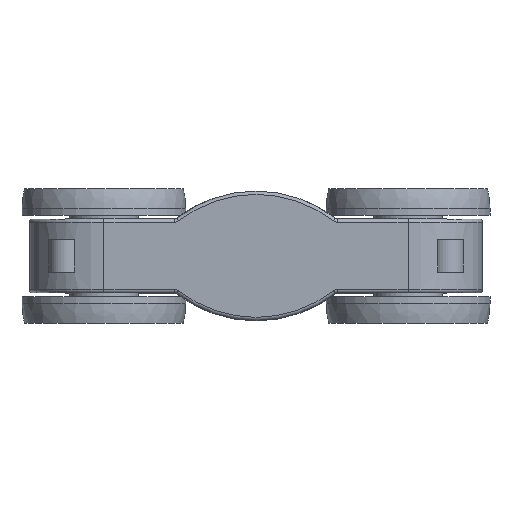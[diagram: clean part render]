
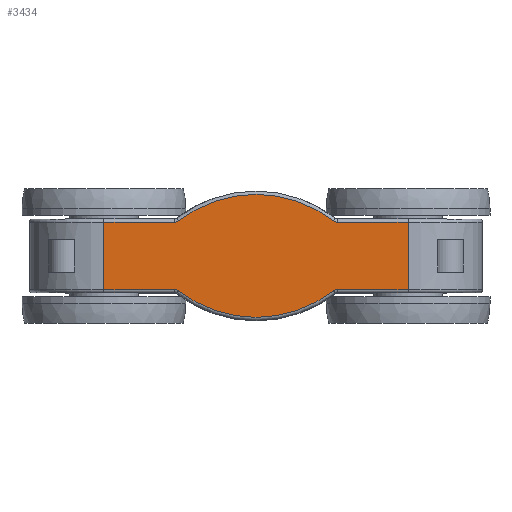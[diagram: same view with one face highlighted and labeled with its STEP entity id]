
A CAD part, top view. The second image highlights one B-rep face of the part: STEP entity #3434.
In plain terms, the highlighted planar face has unit normal (0, 0, 1).
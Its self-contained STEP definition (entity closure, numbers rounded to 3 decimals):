
#220=PLANE('',#3747);
#354=FACE_OUTER_BOUND('',#578,.T.);
#578=EDGE_LOOP('',(#2515,#2516,#2517,#2518,#2519,#2520,#2521,#2522,#2523,
#2524,#2525,#2526));
#786=LINE('',#5554,#1028);
#787=LINE('',#5562,#1029);
#788=LINE('',#5564,#1030);
#789=LINE('',#5566,#1031);
#790=LINE('',#5574,#1032);
#791=LINE('',#5575,#1033);
#1028=VECTOR('',#4369,10.);
#1029=VECTOR('',#4376,10.);
#1030=VECTOR('',#4377,10.);
#1031=VECTOR('',#4378,10.);
#1032=VECTOR('',#4385,10.);
#1033=VECTOR('',#4386,10.);
#1295=CIRCLE('',#3748,1.);
#1296=CIRCLE('',#3749,19.5);
#1297=CIRCLE('',#3750,1.);
#1298=CIRCLE('',#3751,1.);
#1299=CIRCLE('',#3752,19.5);
#1300=CIRCLE('',#3753,1.);
#1506=VERTEX_POINT('',#5552);
#1507=VERTEX_POINT('',#5553);
#1508=VERTEX_POINT('',#5555);
#1509=VERTEX_POINT('',#5557);
#1510=VERTEX_POINT('',#5559);
#1511=VERTEX_POINT('',#5561);
#1512=VERTEX_POINT('',#5563);
#1513=VERTEX_POINT('',#5565);
#1514=VERTEX_POINT('',#5567);
#1515=VERTEX_POINT('',#5569);
#1516=VERTEX_POINT('',#5571);
#1517=VERTEX_POINT('',#5573);
#1881=EDGE_CURVE('',#1506,#1507,#786,.T.);
#1882=EDGE_CURVE('',#1508,#1506,#1295,.T.);
#1883=EDGE_CURVE('',#1509,#1508,#1296,.T.);
#1884=EDGE_CURVE('',#1510,#1509,#1297,.T.);
#1885=EDGE_CURVE('',#1511,#1510,#787,.T.);
#1886=EDGE_CURVE('',#1511,#1512,#788,.T.);
#1887=EDGE_CURVE('',#1513,#1512,#789,.T.);
#1888=EDGE_CURVE('',#1514,#1513,#1298,.T.);
#1889=EDGE_CURVE('',#1515,#1514,#1299,.T.);
#1890=EDGE_CURVE('',#1516,#1515,#1300,.T.);
#1891=EDGE_CURVE('',#1517,#1516,#790,.T.);
#1892=EDGE_CURVE('',#1517,#1507,#791,.T.);
#2515=ORIENTED_EDGE('',*,*,#1881,.F.);
#2516=ORIENTED_EDGE('',*,*,#1882,.F.);
#2517=ORIENTED_EDGE('',*,*,#1883,.F.);
#2518=ORIENTED_EDGE('',*,*,#1884,.F.);
#2519=ORIENTED_EDGE('',*,*,#1885,.F.);
#2520=ORIENTED_EDGE('',*,*,#1886,.T.);
#2521=ORIENTED_EDGE('',*,*,#1887,.F.);
#2522=ORIENTED_EDGE('',*,*,#1888,.F.);
#2523=ORIENTED_EDGE('',*,*,#1889,.F.);
#2524=ORIENTED_EDGE('',*,*,#1890,.F.);
#2525=ORIENTED_EDGE('',*,*,#1891,.F.);
#2526=ORIENTED_EDGE('',*,*,#1892,.T.);
#3434=ADVANCED_FACE('',(#354),#220,.T.);
#3747=AXIS2_PLACEMENT_3D('',#5551,#4367,#4368);
#3748=AXIS2_PLACEMENT_3D('',#5556,#4370,#4371);
#3749=AXIS2_PLACEMENT_3D('',#5558,#4372,#4373);
#3750=AXIS2_PLACEMENT_3D('',#5560,#4374,#4375);
#3751=AXIS2_PLACEMENT_3D('',#5568,#4379,#4380);
#3752=AXIS2_PLACEMENT_3D('',#5570,#4381,#4382);
#3753=AXIS2_PLACEMENT_3D('',#5572,#4383,#4384);
#4367=DIRECTION('center_axis',(0.,0.,1.));
#4368=DIRECTION('ref_axis',(1.,0.,0.));
#4369=DIRECTION('',(1.,0.,0.));
#4370=DIRECTION('center_axis',(0.,0.,1.));
#4371=DIRECTION('ref_axis',(-0.324,-0.946,0.));
#4372=DIRECTION('center_axis',(0.,0.,-1.));
#4373=DIRECTION('ref_axis',(0.,1.,0.));
#4374=DIRECTION('center_axis',(0.,0.,1.));
#4375=DIRECTION('ref_axis',(0.324,-0.946,0.));
#4376=DIRECTION('',(1.,0.,0.));
#4377=DIRECTION('',(0.,-1.,0.));
#4378=DIRECTION('',(-1.,0.,0.));
#4379=DIRECTION('center_axis',(0.,0.,1.));
#4380=DIRECTION('ref_axis',(0.324,0.946,0.));
#4381=DIRECTION('center_axis',(0.,0.,-1.));
#4382=DIRECTION('ref_axis',(0.,-1.,0.));
#4383=DIRECTION('center_axis',(0.,0.,1.));
#4384=DIRECTION('ref_axis',(-0.324,0.946,0.));
#4385=DIRECTION('',(-1.,0.,0.));
#4386=DIRECTION('',(0.,1.,0.));
#5551=CARTESIAN_POINT('Origin',(0.,0.,11.5));
#5552=CARTESIAN_POINT('',(12.562,5.2,11.5));
#5553=CARTESIAN_POINT('',(23.5,5.2,11.5));
#5554=CARTESIAN_POINT('',(7.725,5.2,11.5));
#5555=CARTESIAN_POINT('',(11.949,5.41,11.5));
#5556=CARTESIAN_POINT('Origin',(12.562,6.2,11.5));
#5557=CARTESIAN_POINT('',(-11.949,5.41,11.5));
#5558=CARTESIAN_POINT('Origin',(0.,-10.,11.5));
#5559=CARTESIAN_POINT('',(-12.562,5.2,11.5));
#5560=CARTESIAN_POINT('Origin',(-12.562,6.2,11.5));
#5561=CARTESIAN_POINT('',(-23.5,5.2,11.5));
#5562=CARTESIAN_POINT('',(-7.725,5.2,11.5));
#5563=CARTESIAN_POINT('',(-23.5,-5.2,11.5));
#5564=CARTESIAN_POINT('',(-23.5,0.,11.5));
#5565=CARTESIAN_POINT('',(-12.562,-5.2,11.5));
#5566=CARTESIAN_POINT('',(-7.725,-5.2,11.5));
#5567=CARTESIAN_POINT('',(-11.949,-5.41,11.5));
#5568=CARTESIAN_POINT('Origin',(-12.562,-6.2,11.5));
#5569=CARTESIAN_POINT('',(11.949,-5.41,11.5));
#5570=CARTESIAN_POINT('Origin',(0.,10.,11.5));
#5571=CARTESIAN_POINT('',(12.562,-5.2,11.5));
#5572=CARTESIAN_POINT('Origin',(12.562,-6.2,11.5));
#5573=CARTESIAN_POINT('',(23.5,-5.2,11.5));
#5574=CARTESIAN_POINT('',(7.725,-5.2,11.5));
#5575=CARTESIAN_POINT('',(23.5,0.,11.5));
